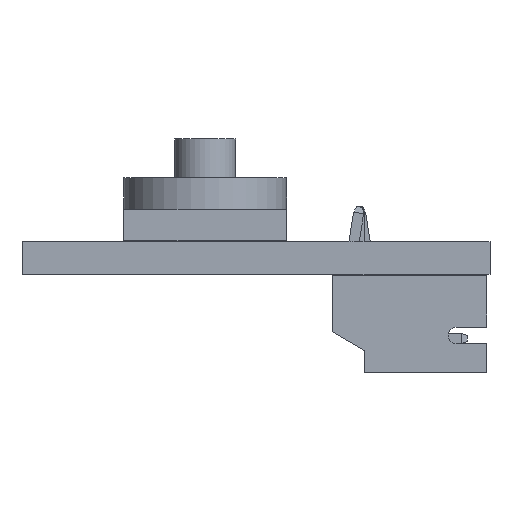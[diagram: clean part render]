
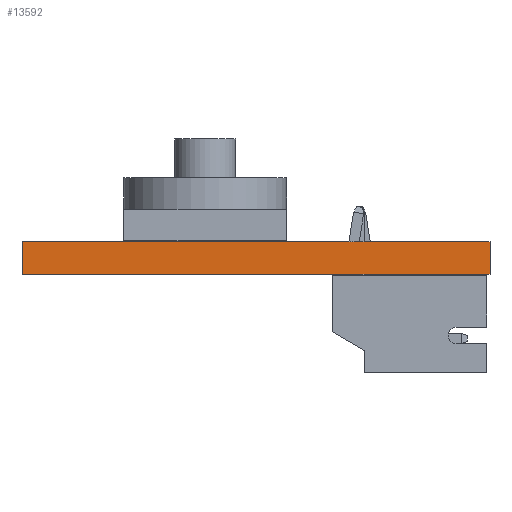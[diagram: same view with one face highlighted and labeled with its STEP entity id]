
A CAD part, front view. The second image highlights one B-rep face of the part: STEP entity #13592.
In plain terms, the highlighted planar face has unit normal (0, -1, 0).
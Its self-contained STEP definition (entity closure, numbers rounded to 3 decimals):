
#12391 = PLANE('',#12392);
#12392 = AXIS2_PLACEMENT_3D('',#12393,#12394,#12395);
#12393 = CARTESIAN_POINT('',(179.557,-88.461,1.6));
#12394 = DIRECTION('',(-0.,-0.,-1.));
#12395 = DIRECTION('',(-1.,0.,0.));
#12445 = PLANE('',#12446);
#12446 = AXIS2_PLACEMENT_3D('',#12447,#12448,#12449);
#12447 = CARTESIAN_POINT('',(179.557,-88.461,0.));
#12448 = DIRECTION('',(-0.,-0.,-1.));
#12449 = DIRECTION('',(-1.,0.,0.));
#12576 = PLANE('',#12577);
#12577 = AXIS2_PLACEMENT_3D('',#12578,#12579,#12580);
#12578 = CARTESIAN_POINT('',(192.83,-127.676,0.));
#12579 = DIRECTION('',(1.,0.,-0.));
#12580 = DIRECTION('',(0.,-1.,0.));
#12615 = VERTEX_POINT('',#12616);
#12616 = CARTESIAN_POINT('',(192.83,-145.676,0.));
#12637 = EDGE_CURVE('',#12615,#12638,#12640,.T.);
#12638 = VERTEX_POINT('',#12639);
#12639 = CARTESIAN_POINT('',(169.83,-145.676,0.));
#12640 = SURFACE_CURVE('',#12641,(#12645,#12652),.PCURVE_S1.);
#12641 = LINE('',#12642,#12643);
#12642 = CARTESIAN_POINT('',(192.83,-145.676,0.));
#12643 = VECTOR('',#12644,1.);
#12644 = DIRECTION('',(-1.,0.,0.));
#12645 = PCURVE('',#12445,#12646);
#12646 = DEFINITIONAL_REPRESENTATION('',(#12647),#12651);
#12647 = LINE('',#12648,#12649);
#12648 = CARTESIAN_POINT('',(-13.273,-57.215));
#12649 = VECTOR('',#12650,1.);
#12650 = DIRECTION('',(1.,0.));
#12651 = ( GEOMETRIC_REPRESENTATION_CONTEXT(2) 
PARAMETRIC_REPRESENTATION_CONTEXT() REPRESENTATION_CONTEXT('2D SPACE',''
  ) );
#12652 = PCURVE('',#12653,#12658);
#12653 = PLANE('',#12654);
#12654 = AXIS2_PLACEMENT_3D('',#12655,#12656,#12657);
#12655 = CARTESIAN_POINT('',(192.83,-145.676,0.));
#12656 = DIRECTION('',(0.,-1.,0.));
#12657 = DIRECTION('',(-1.,0.,0.));
#12658 = DEFINITIONAL_REPRESENTATION('',(#12659),#12663);
#12659 = LINE('',#12660,#12661);
#12660 = CARTESIAN_POINT('',(0.,-0.));
#12661 = VECTOR('',#12662,1.);
#12662 = DIRECTION('',(1.,0.));
#12663 = ( GEOMETRIC_REPRESENTATION_CONTEXT(2) 
PARAMETRIC_REPRESENTATION_CONTEXT() REPRESENTATION_CONTEXT('2D SPACE',''
  ) );
#12681 = PLANE('',#12682);
#12682 = AXIS2_PLACEMENT_3D('',#12683,#12684,#12685);
#12683 = CARTESIAN_POINT('',(169.83,-145.676,0.));
#12684 = DIRECTION('',(-1.,0.,0.));
#12685 = DIRECTION('',(0.,1.,0.));
#13099 = VERTEX_POINT('',#13100);
#13100 = CARTESIAN_POINT('',(192.83,-145.676,1.6));
#13121 = EDGE_CURVE('',#13099,#13122,#13124,.T.);
#13122 = VERTEX_POINT('',#13123);
#13123 = CARTESIAN_POINT('',(169.83,-145.676,1.6));
#13124 = SURFACE_CURVE('',#13125,(#13129,#13136),.PCURVE_S1.);
#13125 = LINE('',#13126,#13127);
#13126 = CARTESIAN_POINT('',(192.83,-145.676,1.6));
#13127 = VECTOR('',#13128,1.);
#13128 = DIRECTION('',(-1.,0.,0.));
#13129 = PCURVE('',#12391,#13130);
#13130 = DEFINITIONAL_REPRESENTATION('',(#13131),#13135);
#13131 = LINE('',#13132,#13133);
#13132 = CARTESIAN_POINT('',(-13.273,-57.215));
#13133 = VECTOR('',#13134,1.);
#13134 = DIRECTION('',(1.,0.));
#13135 = ( GEOMETRIC_REPRESENTATION_CONTEXT(2) 
PARAMETRIC_REPRESENTATION_CONTEXT() REPRESENTATION_CONTEXT('2D SPACE',''
  ) );
#13136 = PCURVE('',#12653,#13137);
#13137 = DEFINITIONAL_REPRESENTATION('',(#13138),#13142);
#13138 = LINE('',#13139,#13140);
#13139 = CARTESIAN_POINT('',(0.,-1.6));
#13140 = VECTOR('',#13141,1.);
#13141 = DIRECTION('',(1.,0.));
#13142 = ( GEOMETRIC_REPRESENTATION_CONTEXT(2) 
PARAMETRIC_REPRESENTATION_CONTEXT() REPRESENTATION_CONTEXT('2D SPACE',''
  ) );
#13544 = EDGE_CURVE('',#12615,#13099,#13545,.T.);
#13545 = SURFACE_CURVE('',#13546,(#13550,#13557),.PCURVE_S1.);
#13546 = LINE('',#13547,#13548);
#13547 = CARTESIAN_POINT('',(192.83,-145.676,0.));
#13548 = VECTOR('',#13549,1.);
#13549 = DIRECTION('',(0.,0.,1.));
#13550 = PCURVE('',#12576,#13551);
#13551 = DEFINITIONAL_REPRESENTATION('',(#13552),#13556);
#13552 = LINE('',#13553,#13554);
#13553 = CARTESIAN_POINT('',(18.,0.));
#13554 = VECTOR('',#13555,1.);
#13555 = DIRECTION('',(0.,-1.));
#13556 = ( GEOMETRIC_REPRESENTATION_CONTEXT(2) 
PARAMETRIC_REPRESENTATION_CONTEXT() REPRESENTATION_CONTEXT('2D SPACE',''
  ) );
#13557 = PCURVE('',#12653,#13558);
#13558 = DEFINITIONAL_REPRESENTATION('',(#13559),#13563);
#13559 = LINE('',#13560,#13561);
#13560 = CARTESIAN_POINT('',(0.,-0.));
#13561 = VECTOR('',#13562,1.);
#13562 = DIRECTION('',(0.,-1.));
#13563 = ( GEOMETRIC_REPRESENTATION_CONTEXT(2) 
PARAMETRIC_REPRESENTATION_CONTEXT() REPRESENTATION_CONTEXT('2D SPACE',''
  ) );
#13592 = ADVANCED_FACE('',(#13593),#12653,.T.);
#13593 = FACE_BOUND('',#13594,.T.);
#13594 = EDGE_LOOP('',(#13595,#13596,#13597,#13618));
#13595 = ORIENTED_EDGE('',*,*,#13544,.T.);
#13596 = ORIENTED_EDGE('',*,*,#13121,.T.);
#13597 = ORIENTED_EDGE('',*,*,#13598,.F.);
#13598 = EDGE_CURVE('',#12638,#13122,#13599,.T.);
#13599 = SURFACE_CURVE('',#13600,(#13604,#13611),.PCURVE_S1.);
#13600 = LINE('',#13601,#13602);
#13601 = CARTESIAN_POINT('',(169.83,-145.676,0.));
#13602 = VECTOR('',#13603,1.);
#13603 = DIRECTION('',(0.,0.,1.));
#13604 = PCURVE('',#12653,#13605);
#13605 = DEFINITIONAL_REPRESENTATION('',(#13606),#13610);
#13606 = LINE('',#13607,#13608);
#13607 = CARTESIAN_POINT('',(23.,0.));
#13608 = VECTOR('',#13609,1.);
#13609 = DIRECTION('',(0.,-1.));
#13610 = ( GEOMETRIC_REPRESENTATION_CONTEXT(2) 
PARAMETRIC_REPRESENTATION_CONTEXT() REPRESENTATION_CONTEXT('2D SPACE',''
  ) );
#13611 = PCURVE('',#12681,#13612);
#13612 = DEFINITIONAL_REPRESENTATION('',(#13613),#13617);
#13613 = LINE('',#13614,#13615);
#13614 = CARTESIAN_POINT('',(0.,0.));
#13615 = VECTOR('',#13616,1.);
#13616 = DIRECTION('',(0.,-1.));
#13617 = ( GEOMETRIC_REPRESENTATION_CONTEXT(2) 
PARAMETRIC_REPRESENTATION_CONTEXT() REPRESENTATION_CONTEXT('2D SPACE',''
  ) );
#13618 = ORIENTED_EDGE('',*,*,#12637,.F.);
